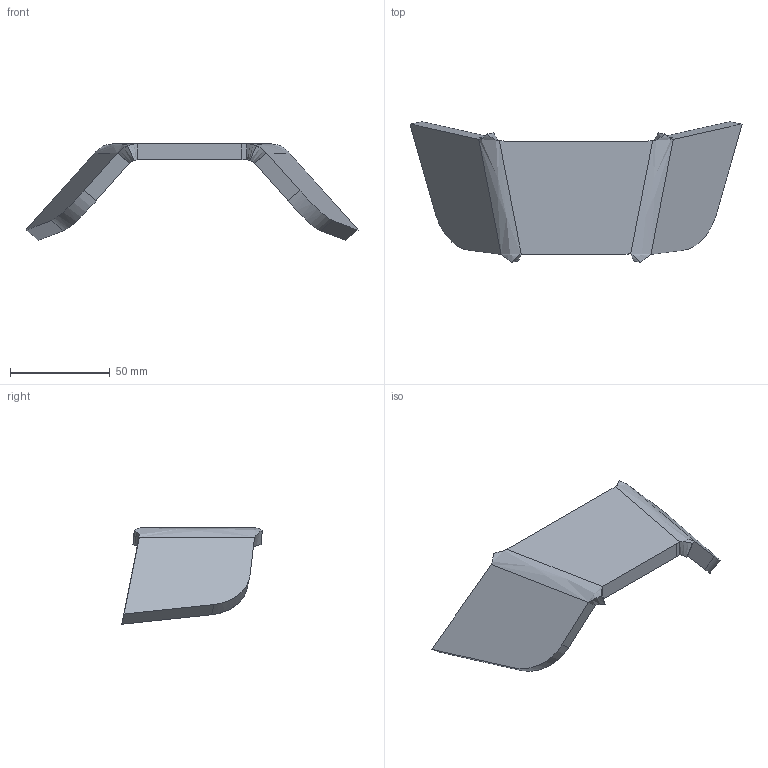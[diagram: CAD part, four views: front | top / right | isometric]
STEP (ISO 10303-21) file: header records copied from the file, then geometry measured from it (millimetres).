
FILE_DESCRIPTION (( 'STEP AP203' ), '1' );
FILE_NAME ('M5 - erpAynalama33360_kapak kilitleme dili.IGS_Default_sldprt.STEP', '2023-01-17T08:17:03', ( '' ), ( '' ), 'SwSTEP 2.0', 'SolidWorks 2019', '' );
FILE_SCHEMA (( 'CONFIG_CONTROL_DESIGN' ));
Length unit declared in the file: millimetre
Products named in the file (1): M5 - erpAynalama33360_kapak kilitleme dili.IGS_Default_sldprt
Bounding box: 166.15 x 70.37 x 48.32 mm (x, y, z)
Volume: 80842.2 mm3; surface area: 24092.5 mm2
Topology: 1 solids, 1 shells, 41 faces, 101 edges, 62 vertices
Faces by surface type: bspline 41
Entity records: 1335 total; most frequent: CARTESIAN_POINT 629, ORIENTED_EDGE 202, EDGE_CURVE 101, B_SPLINE_CURVE_WITH_KNOTS 99, VERTEX_POINT 62, ADVANCED_FACE 41, EDGE_LOOP 41, FACE_OUTER_BOUND 41
